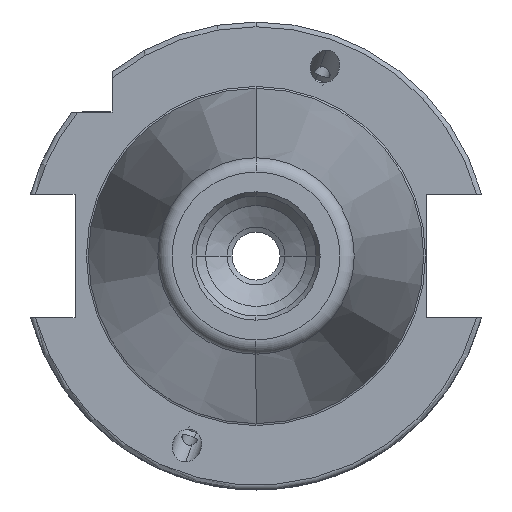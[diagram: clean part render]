
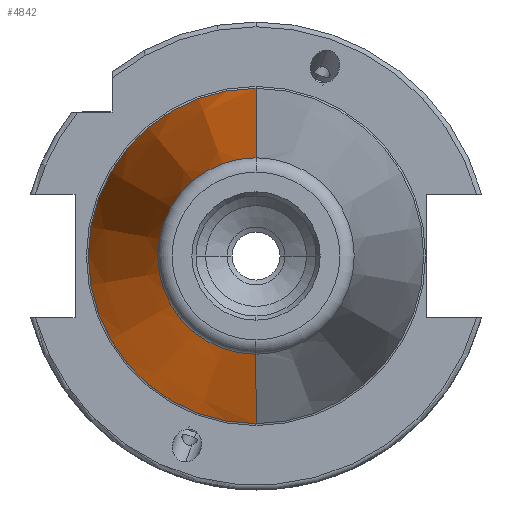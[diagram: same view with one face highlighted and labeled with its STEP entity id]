
A CAD part, left-side view. The second image highlights one B-rep face of the part: STEP entity #4842.
In plain terms, the highlighted conical face has half-angle 8.297 degrees and reference radius 34.925 mm.
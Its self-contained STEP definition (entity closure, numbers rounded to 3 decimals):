
#363 = CIRCLE ( 'NONE', #7783, 34.925 ) ;
#744 = CARTESIAN_POINT ( 'NONE',  ( 0., 0., 0. ) ) ;
#1193 = CARTESIAN_POINT ( 'NONE',  ( -99.183, 20.461, 0. ) ) ;
#1249 = DIRECTION ( 'NONE',  ( 0., -1., 0. ) ) ;
#1442 = DIRECTION ( 'NONE',  ( 0., 1., 0. ) ) ;
#1914 = LINE ( 'NONE', #4299, #5379 ) ;
#2062 = CARTESIAN_POINT ( 'NONE',  ( 0., -34.925, 0. ) ) ;
#2070 = CONICAL_SURFACE ( 'NONE', #8624, 34.925, 0.145 ) ;
#2157 = CIRCLE ( 'NONE', #9052, 20.461 ) ;
#2159 = DIRECTION ( 'NONE',  ( -1., 0., 0. ) ) ;
#2162 = LINE ( 'NONE', #8587, #3726 ) ;
#2211 = FACE_OUTER_BOUND ( 'NONE', #9930, .T. ) ;
#2556 = CARTESIAN_POINT ( 'NONE',  ( -99.183, -20.461, 0. ) ) ;
#3337 = VERTEX_POINT ( 'NONE', #1193 ) ;
#3441 = VERTEX_POINT ( 'NONE', #2062 ) ;
#3657 = ORIENTED_EDGE ( 'NONE', *, *, #9788, .F. ) ;
#3680 = DIRECTION ( 'NONE',  ( 0., -1., 0. ) ) ;
#3726 = VECTOR ( 'NONE', #4490, 1000. ) ;
#3859 = EDGE_CURVE ( 'NONE', #3441, #9967, #363, .T. ) ;
#4299 = CARTESIAN_POINT ( 'NONE',  ( 0., -34.925, 0. ) ) ;
#4490 = DIRECTION ( 'NONE',  ( 0.99, 0.144, 0. ) ) ;
#4637 = CARTESIAN_POINT ( 'NONE',  ( 0., 0., 0. ) ) ;
#4653 = CARTESIAN_POINT ( 'NONE',  ( 0., 34.925, 0. ) ) ;
#4842 = ADVANCED_FACE ( 'NONE', ( #2211 ), #2070, .T. ) ;
#5379 = VECTOR ( 'NONE', #9261, 1000. ) ;
#6422 = ORIENTED_EDGE ( 'NONE', *, *, #6506, .F. ) ;
#6452 = DIRECTION ( 'NONE',  ( 1., 0., 0. ) ) ;
#6506 = EDGE_CURVE ( 'NONE', #3337, #9967, #2162, .T. ) ;
#6918 = DIRECTION ( 'NONE',  ( -1., 0., 0. ) ) ;
#7075 = EDGE_CURVE ( 'NONE', #7490, #3441, #1914, .T. ) ;
#7361 = ORIENTED_EDGE ( 'NONE', *, *, #3859, .T. ) ;
#7490 = VERTEX_POINT ( 'NONE', #2556 ) ;
#7783 = AXIS2_PLACEMENT_3D ( 'NONE', #4637, #2159, #3680 ) ;
#8587 = CARTESIAN_POINT ( 'NONE',  ( 0., 34.925, 0. ) ) ;
#8624 = AXIS2_PLACEMENT_3D ( 'NONE', #744, #6452, #1442 ) ;
#8906 = ORIENTED_EDGE ( 'NONE', *, *, #7075, .T. ) ;
#9052 = AXIS2_PLACEMENT_3D ( 'NONE', #10117, #6918, #1249 ) ;
#9261 = DIRECTION ( 'NONE',  ( 0.99, -0.144, 0. ) ) ;
#9788 = EDGE_CURVE ( 'NONE', #7490, #3337, #2157, .T. ) ;
#9930 = EDGE_LOOP ( 'NONE', ( #3657, #8906, #7361, #6422 ) ) ;
#9967 = VERTEX_POINT ( 'NONE', #4653 ) ;
#10117 = CARTESIAN_POINT ( 'NONE',  ( -99.183, 0., 0. ) ) ;
